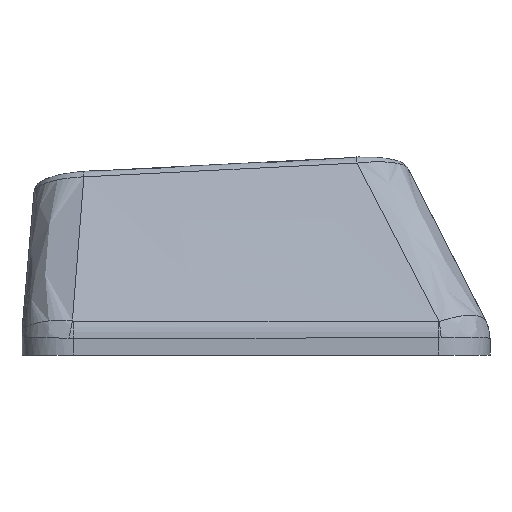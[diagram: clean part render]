
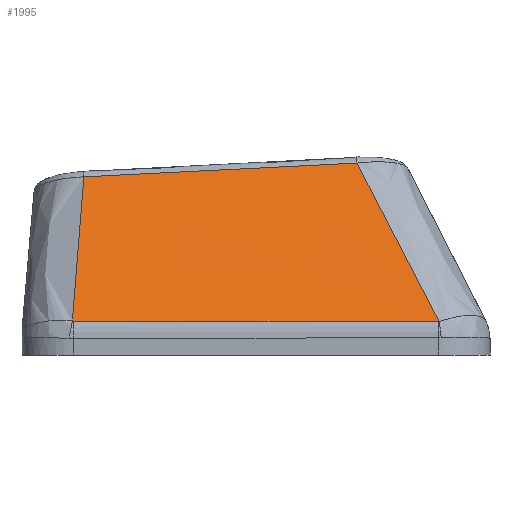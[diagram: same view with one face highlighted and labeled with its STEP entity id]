
A CAD part, left-side view. The second image highlights one B-rep face of the part: STEP entity #1995.
In plain terms, the highlighted free-form (B-spline) face has degree [3, 3] with [4, 4] control points.
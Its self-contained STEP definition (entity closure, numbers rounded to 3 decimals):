
#40=B_SPLINE_SURFACE_WITH_KNOTS('',3,3,((#4763,#4764,#4765,#4766),(#4767,
#4768,#4769,#4770),(#4771,#4772,#4773,#4774),(#4775,#4776,#4777,#4778)),
 .UNSPECIFIED.,.F.,.F.,.F.,(4,4),(4,4),(0.107,0.899),
(0.045,0.956),.UNSPECIFIED.);
#343=FACE_OUTER_BOUND('',#441,.T.);
#441=EDGE_LOOP('',(#1754,#1755,#1756,#1757,#1758,#1759));
#630=B_SPLINE_CURVE_WITH_KNOTS('',3,(#4195,#4196,#4197,#4198),
 .UNSPECIFIED.,.F.,.F.,(4,4),(0.,0.003),
 .UNSPECIFIED.);
#631=B_SPLINE_CURVE_WITH_KNOTS('',3,(#4216,#4217,#4218,#4219),
 .UNSPECIFIED.,.F.,.F.,(4,4),(-1.416,0.),.UNSPECIFIED.);
#634=B_SPLINE_CURVE_WITH_KNOTS('',3,(#4249,#4250,#4251,#4252),
 .UNSPECIFIED.,.F.,.F.,(4,4),(0.,0.004),.UNSPECIFIED.);
#645=B_SPLINE_CURVE_WITH_KNOTS('',3,(#4480,#4481,#4482,#4483),
 .UNSPECIFIED.,.F.,.F.,(4,4),(0.037,0.785),
 .UNSPECIFIED.);
#653=B_SPLINE_CURVE_WITH_KNOTS('',3,(#4703,#4704,#4705,#4706),
 .UNSPECIFIED.,.F.,.F.,(4,4),(0.,1.061),.UNSPECIFIED.);
#656=B_SPLINE_CURVE_WITH_KNOTS('',3,(#4779,#4780,#4781,#4782),
 .UNSPECIFIED.,.F.,.F.,(4,4),(-0.661,-0.033),
 .UNSPECIFIED.);
#879=VERTEX_POINT('',#4157);
#881=VERTEX_POINT('',#4188);
#883=VERTEX_POINT('',#4215);
#885=VERTEX_POINT('',#4242);
#901=VERTEX_POINT('',#4473);
#906=VERTEX_POINT('',#4701);
#1159=EDGE_CURVE('',#879,#881,#630,.T.);
#1160=EDGE_CURVE('',#881,#883,#631,.T.);
#1165=EDGE_CURVE('',#883,#885,#634,.T.);
#1191=EDGE_CURVE('',#901,#879,#645,.T.);
#1206=EDGE_CURVE('',#906,#901,#653,.T.);
#1210=EDGE_CURVE('',#885,#906,#656,.T.);
#1754=ORIENTED_EDGE('',*,*,#1159,.F.);
#1755=ORIENTED_EDGE('',*,*,#1191,.F.);
#1756=ORIENTED_EDGE('',*,*,#1206,.F.);
#1757=ORIENTED_EDGE('',*,*,#1210,.F.);
#1758=ORIENTED_EDGE('',*,*,#1165,.F.);
#1759=ORIENTED_EDGE('',*,*,#1160,.F.);
#1995=ADVANCED_FACE('',(#343),#40,.F.);
#4157=CARTESIAN_POINT('',(-8.943,-7.107,0.299));
#4188=CARTESIAN_POINT('',(-8.944,-7.079,0.298));
#4195=CARTESIAN_POINT('Ctrl Pts',(-8.943,-7.107,0.299));
#4196=CARTESIAN_POINT('Ctrl Pts',(-8.944,-7.098,0.298));
#4197=CARTESIAN_POINT('Ctrl Pts',(-8.944,-7.088,0.298));
#4198=CARTESIAN_POINT('Ctrl Pts',(-8.944,-7.079,0.298));
#4215=CARTESIAN_POINT('',(-8.921,7.082,0.318));
#4216=CARTESIAN_POINT('Ctrl Pts',(-8.944,-7.079,0.298));
#4217=CARTESIAN_POINT('Ctrl Pts',(-8.937,-2.359,0.304));
#4218=CARTESIAN_POINT('Ctrl Pts',(-8.929,2.361,0.311));
#4219=CARTESIAN_POINT('Ctrl Pts',(-8.921,7.082,0.318));
#4242=CARTESIAN_POINT('',(-8.919,7.125,0.322));
#4249=CARTESIAN_POINT('Ctrl Pts',(-8.921,7.082,0.318));
#4250=CARTESIAN_POINT('Ctrl Pts',(-8.921,7.096,0.318));
#4251=CARTESIAN_POINT('Ctrl Pts',(-8.92,7.111,0.319));
#4252=CARTESIAN_POINT('Ctrl Pts',(-8.919,7.125,0.322));
#4473=CARTESIAN_POINT('',(-6.11,-3.922,6.452));
#4480=CARTESIAN_POINT('Ctrl Pts',(-6.11,-3.922,6.452));
#4481=CARTESIAN_POINT('Ctrl Pts',(-7.057,-4.986,4.403));
#4482=CARTESIAN_POINT('Ctrl Pts',(-8.001,-6.047,2.351));
#4483=CARTESIAN_POINT('Ctrl Pts',(-8.943,-7.107,0.299));
#4701=CARTESIAN_POINT('',(-6.116,6.678,5.915));
#4703=CARTESIAN_POINT('Ctrl Pts',(-6.116,6.678,5.915));
#4704=CARTESIAN_POINT('Ctrl Pts',(-6.114,3.145,6.093));
#4705=CARTESIAN_POINT('Ctrl Pts',(-6.112,-0.389,
6.272));
#4706=CARTESIAN_POINT('Ctrl Pts',(-6.11,-3.922,6.452));
#4763=CARTESIAN_POINT('Ctrl Pts',(-6.11,7.033,5.91));
#4764=CARTESIAN_POINT('Ctrl Pts',(-7.054,7.064,4.031));
#4765=CARTESIAN_POINT('Ctrl Pts',(-7.999,7.095,2.151));
#4766=CARTESIAN_POINT('Ctrl Pts',(-8.944,7.126,0.272));
#4767=CARTESIAN_POINT('Ctrl Pts',(-6.11,3.257,6.097));
#4768=CARTESIAN_POINT('Ctrl Pts',(-7.054,2.965,4.158));
#4769=CARTESIAN_POINT('Ctrl Pts',(-7.999,2.673,2.219));
#4770=CARTESIAN_POINT('Ctrl Pts',(-8.944,2.382,0.28));
#4771=CARTESIAN_POINT('Ctrl Pts',(-6.11,-0.519,
6.283));
#4772=CARTESIAN_POINT('Ctrl Pts',(-7.054,-1.133,4.285));
#4773=CARTESIAN_POINT('Ctrl Pts',(-7.999,-1.748,2.287));
#4774=CARTESIAN_POINT('Ctrl Pts',(-8.944,-2.363,0.289));
#4775=CARTESIAN_POINT('Ctrl Pts',(-6.11,-4.295,6.47));
#4776=CARTESIAN_POINT('Ctrl Pts',(-7.054,-5.232,4.413));
#4777=CARTESIAN_POINT('Ctrl Pts',(-7.999,-6.17,2.355));
#4778=CARTESIAN_POINT('Ctrl Pts',(-8.944,-7.107,0.298));
#4779=CARTESIAN_POINT('Ctrl Pts',(-8.919,7.125,0.322));
#4780=CARTESIAN_POINT('Ctrl Pts',(-7.982,6.973,2.185));
#4781=CARTESIAN_POINT('Ctrl Pts',(-7.048,6.824,4.049));
#4782=CARTESIAN_POINT('Ctrl Pts',(-6.116,6.678,5.915));
